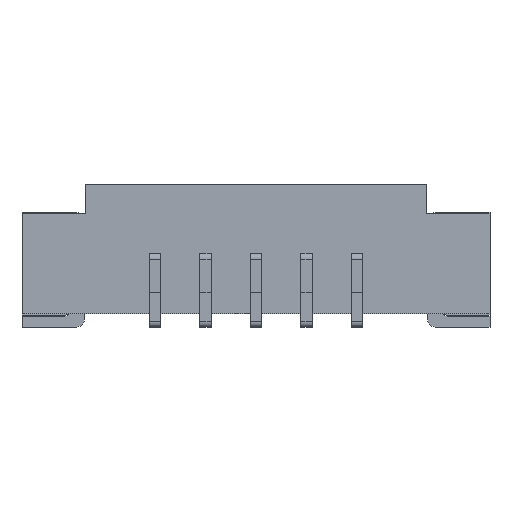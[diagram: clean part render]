
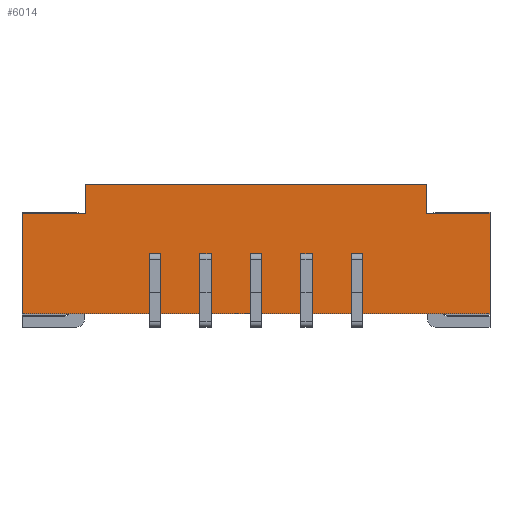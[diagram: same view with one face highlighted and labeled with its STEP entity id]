
A CAD part, front view. The second image highlights one B-rep face of the part: STEP entity #6014.
In plain terms, the highlighted planar face has unit normal (0, -1, 0).
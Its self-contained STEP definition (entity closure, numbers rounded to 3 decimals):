
#612=ORIENTED_EDGE('',*,*,#2333,.F.);
#613=ORIENTED_EDGE('',*,*,#2334,.T.);
#614=ORIENTED_EDGE('',*,*,#2335,.F.);
#615=ORIENTED_EDGE('',*,*,#2336,.T.);
#616=ORIENTED_EDGE('',*,*,#2337,.F.);
#617=ORIENTED_EDGE('',*,*,#2338,.T.);
#618=ORIENTED_EDGE('',*,*,#2339,.F.);
#619=ORIENTED_EDGE('',*,*,#2340,.T.);
#620=ORIENTED_EDGE('',*,*,#2341,.F.);
#621=ORIENTED_EDGE('',*,*,#2342,.T.);
#622=ORIENTED_EDGE('',*,*,#2343,.F.);
#623=ORIENTED_EDGE('',*,*,#2344,.T.);
#624=ORIENTED_EDGE('',*,*,#2345,.F.);
#625=ORIENTED_EDGE('',*,*,#2346,.T.);
#626=ORIENTED_EDGE('',*,*,#2347,.F.);
#627=ORIENTED_EDGE('',*,*,#2348,.T.);
#628=ORIENTED_EDGE('',*,*,#2349,.F.);
#629=ORIENTED_EDGE('',*,*,#2350,.T.);
#630=ORIENTED_EDGE('',*,*,#2351,.F.);
#631=ORIENTED_EDGE('',*,*,#2352,.T.);
#632=ORIENTED_EDGE('',*,*,#2315,.F.);
#633=ORIENTED_EDGE('',*,*,#2353,.T.);
#634=ORIENTED_EDGE('',*,*,#2354,.T.);
#635=ORIENTED_EDGE('',*,*,#2355,.F.);
#636=ORIENTED_EDGE('',*,*,#2356,.T.);
#637=ORIENTED_EDGE('',*,*,#2357,.T.);
#638=ORIENTED_EDGE('',*,*,#2305,.F.);
#639=ORIENTED_EDGE('',*,*,#2321,.F.);
#2305=EDGE_CURVE('',#3179,#3180,#3786,.T.);
#2315=EDGE_CURVE('',#3189,#3190,#3796,.T.);
#2321=EDGE_CURVE('',#3190,#3179,#3802,.T.);
#2333=EDGE_CURVE('',#3204,#3205,#3814,.T.);
#2334=EDGE_CURVE('',#3204,#3206,#3815,.T.);
#2335=EDGE_CURVE('',#3207,#3206,#3816,.T.);
#2336=EDGE_CURVE('',#3207,#3205,#3817,.T.);
#2337=EDGE_CURVE('',#3208,#3209,#3818,.T.);
#2338=EDGE_CURVE('',#3208,#3210,#3819,.T.);
#2339=EDGE_CURVE('',#3211,#3210,#3820,.T.);
#2340=EDGE_CURVE('',#3211,#3209,#3821,.T.);
#2341=EDGE_CURVE('',#3212,#3213,#3822,.T.);
#2342=EDGE_CURVE('',#3212,#3214,#3823,.T.);
#2343=EDGE_CURVE('',#3215,#3214,#3824,.T.);
#2344=EDGE_CURVE('',#3215,#3213,#3825,.T.);
#2345=EDGE_CURVE('',#3216,#3217,#3826,.T.);
#2346=EDGE_CURVE('',#3216,#3218,#3827,.T.);
#2347=EDGE_CURVE('',#3219,#3218,#3828,.T.);
#2348=EDGE_CURVE('',#3219,#3217,#3829,.T.);
#2349=EDGE_CURVE('',#3220,#3221,#3830,.T.);
#2350=EDGE_CURVE('',#3220,#3222,#3831,.T.);
#2351=EDGE_CURVE('',#3223,#3222,#3832,.T.);
#2352=EDGE_CURVE('',#3223,#3221,#3833,.T.);
#2353=EDGE_CURVE('',#3189,#3224,#3834,.T.);
#2354=EDGE_CURVE('',#3224,#3225,#3835,.T.);
#2355=EDGE_CURVE('',#3226,#3225,#3836,.T.);
#2356=EDGE_CURVE('',#3226,#3227,#3837,.T.);
#2357=EDGE_CURVE('',#3227,#3180,#3838,.T.);
#3179=VERTEX_POINT('',#10630);
#3180=VERTEX_POINT('',#10632);
#3189=VERTEX_POINT('',#10651);
#3190=VERTEX_POINT('',#10653);
#3204=VERTEX_POINT('',#10689);
#3205=VERTEX_POINT('',#10690);
#3206=VERTEX_POINT('',#10692);
#3207=VERTEX_POINT('',#10694);
#3208=VERTEX_POINT('',#10697);
#3209=VERTEX_POINT('',#10698);
#3210=VERTEX_POINT('',#10700);
#3211=VERTEX_POINT('',#10702);
#3212=VERTEX_POINT('',#10705);
#3213=VERTEX_POINT('',#10706);
#3214=VERTEX_POINT('',#10708);
#3215=VERTEX_POINT('',#10710);
#3216=VERTEX_POINT('',#10713);
#3217=VERTEX_POINT('',#10714);
#3218=VERTEX_POINT('',#10716);
#3219=VERTEX_POINT('',#10718);
#3220=VERTEX_POINT('',#10721);
#3221=VERTEX_POINT('',#10722);
#3222=VERTEX_POINT('',#10724);
#3223=VERTEX_POINT('',#10726);
#3224=VERTEX_POINT('',#10729);
#3225=VERTEX_POINT('',#10731);
#3226=VERTEX_POINT('',#10733);
#3227=VERTEX_POINT('',#10735);
#3786=LINE('',#10631,#4375);
#3796=LINE('',#10652,#4385);
#3802=LINE('',#10663,#4391);
#3814=LINE('',#10688,#4403);
#3815=LINE('',#10691,#4404);
#3816=LINE('',#10693,#4405);
#3817=LINE('',#10695,#4406);
#3818=LINE('',#10696,#4407);
#3819=LINE('',#10699,#4408);
#3820=LINE('',#10701,#4409);
#3821=LINE('',#10703,#4410);
#3822=LINE('',#10704,#4411);
#3823=LINE('',#10707,#4412);
#3824=LINE('',#10709,#4413);
#3825=LINE('',#10711,#4414);
#3826=LINE('',#10712,#4415);
#3827=LINE('',#10715,#4416);
#3828=LINE('',#10717,#4417);
#3829=LINE('',#10719,#4418);
#3830=LINE('',#10720,#4419);
#3831=LINE('',#10723,#4420);
#3832=LINE('',#10725,#4421);
#3833=LINE('',#10727,#4422);
#3834=LINE('',#10728,#4423);
#3835=LINE('',#10730,#4424);
#3836=LINE('',#10732,#4425);
#3837=LINE('',#10734,#4426);
#3838=LINE('',#10736,#4427);
#4375=VECTOR('',#9286,1000.);
#4385=VECTOR('',#9298,1000.);
#4391=VECTOR('',#9306,1000.);
#4403=VECTOR('',#9324,1000.);
#4404=VECTOR('',#9325,1000.);
#4405=VECTOR('',#9326,1000.);
#4406=VECTOR('',#9327,1000.);
#4407=VECTOR('',#9328,1000.);
#4408=VECTOR('',#9329,1000.);
#4409=VECTOR('',#9330,1000.);
#4410=VECTOR('',#9331,1000.);
#4411=VECTOR('',#9332,1000.);
#4412=VECTOR('',#9333,1000.);
#4413=VECTOR('',#9334,1000.);
#4414=VECTOR('',#9335,1000.);
#4415=VECTOR('',#9336,1000.);
#4416=VECTOR('',#9337,1000.);
#4417=VECTOR('',#9338,1000.);
#4418=VECTOR('',#9339,1000.);
#4419=VECTOR('',#9340,1000.);
#4420=VECTOR('',#9341,1000.);
#4421=VECTOR('',#9342,1000.);
#4422=VECTOR('',#9343,1000.);
#4423=VECTOR('',#9344,1000.);
#4424=VECTOR('',#9345,1000.);
#4425=VECTOR('',#9346,1000.);
#4426=VECTOR('',#9347,1000.);
#4427=VECTOR('',#9348,1000.);
#4929=EDGE_LOOP('',(#612,#613,#614,#615));
#4930=EDGE_LOOP('',(#616,#617,#618,#619));
#4931=EDGE_LOOP('',(#620,#621,#622,#623));
#4932=EDGE_LOOP('',(#624,#625,#626,#627));
#4933=EDGE_LOOP('',(#628,#629,#630,#631));
#4934=EDGE_LOOP('',(#632,#633,#634,#635,#636,#637,#638,#639));
#5320=FACE_BOUND('',#4929,.T.);
#5321=FACE_BOUND('',#4930,.T.);
#5322=FACE_BOUND('',#4931,.T.);
#5323=FACE_BOUND('',#4932,.T.);
#5324=FACE_BOUND('',#4933,.T.);
#5325=FACE_BOUND('',#4934,.T.);
#5703=PLANE('',#8798);
#6014=ADVANCED_FACE('',(#5320,#5321,#5322,#5323,#5324,#5325),#5703,.F.);
#8798=AXIS2_PLACEMENT_3D('',#10687,#9322,#9323);
#9286=DIRECTION('',(0.,0.,-1.));
#9298=DIRECTION('',(0.,0.,1.));
#9306=DIRECTION('',(1.,0.,0.));
#9322=DIRECTION('',(0.,1.,0.));
#9323=DIRECTION('',(0.,0.,1.));
#9324=DIRECTION('',(0.,0.,1.));
#9325=DIRECTION('',(-1.,0.,0.));
#9326=DIRECTION('',(0.,0.,-1.));
#9327=DIRECTION('',(1.,0.,0.));
#9328=DIRECTION('',(0.,0.,1.));
#9329=DIRECTION('',(-1.,0.,0.));
#9330=DIRECTION('',(0.,0.,-1.));
#9331=DIRECTION('',(1.,0.,0.));
#9332=DIRECTION('',(0.,0.,1.));
#9333=DIRECTION('',(-1.,0.,0.));
#9334=DIRECTION('',(0.,0.,-1.));
#9335=DIRECTION('',(1.,0.,0.));
#9336=DIRECTION('',(0.,0.,1.));
#9337=DIRECTION('',(-1.,0.,0.));
#9338=DIRECTION('',(0.,0.,-1.));
#9339=DIRECTION('',(1.,0.,0.));
#9340=DIRECTION('',(0.,0.,-1.));
#9341=DIRECTION('',(1.,0.,0.));
#9342=DIRECTION('',(0.,0.,1.));
#9343=DIRECTION('',(-1.,0.,0.));
#9344=DIRECTION('',(-1.,0.,0.));
#9345=DIRECTION('',(0.,0.,-1.));
#9346=DIRECTION('',(-1.,0.,0.));
#9347=DIRECTION('',(0.,0.,1.));
#9348=DIRECTION('',(-1.,0.,0.));
#10630=CARTESIAN_POINT('',(4.214,0.457,3.534));
#10631=CARTESIAN_POINT('',(4.214,0.457,3.534));
#10632=CARTESIAN_POINT('',(4.214,0.457,2.823));
#10651=CARTESIAN_POINT('',(-4.214,0.457,2.823));
#10652=CARTESIAN_POINT('',(-4.214,0.457,0.334));
#10653=CARTESIAN_POINT('',(-4.214,0.457,3.534));
#10663=CARTESIAN_POINT('',(-4.214,0.457,3.534));
#10687=CARTESIAN_POINT('',(0.,0.457,0.));
#10688=CARTESIAN_POINT('',(2.64,0.457,1.829));
#10689=CARTESIAN_POINT('',(2.64,0.457,1.245));
#10690=CARTESIAN_POINT('',(2.64,0.457,1.524));
#10691=CARTESIAN_POINT('',(2.64,0.457,1.245));
#10692=CARTESIAN_POINT('',(2.36,0.457,1.245));
#10693=CARTESIAN_POINT('',(2.36,0.457,1.829));
#10694=CARTESIAN_POINT('',(2.36,0.457,1.524));
#10695=CARTESIAN_POINT('',(2.36,0.457,1.524));
#10696=CARTESIAN_POINT('',(1.39,0.457,1.829));
#10697=CARTESIAN_POINT('',(1.39,0.457,1.245));
#10698=CARTESIAN_POINT('',(1.39,0.457,1.524));
#10699=CARTESIAN_POINT('',(1.39,0.457,1.245));
#10700=CARTESIAN_POINT('',(1.11,0.457,1.245));
#10701=CARTESIAN_POINT('',(1.11,0.457,1.829));
#10702=CARTESIAN_POINT('',(1.11,0.457,1.524));
#10703=CARTESIAN_POINT('',(1.11,0.457,1.524));
#10704=CARTESIAN_POINT('',(0.14,0.457,1.829));
#10705=CARTESIAN_POINT('',(0.14,0.457,1.245));
#10706=CARTESIAN_POINT('',(0.14,0.457,1.524));
#10707=CARTESIAN_POINT('',(0.14,0.457,1.245));
#10708=CARTESIAN_POINT('',(-0.14,0.457,1.245));
#10709=CARTESIAN_POINT('',(-0.14,0.457,1.829));
#10710=CARTESIAN_POINT('',(-0.14,0.457,1.524));
#10711=CARTESIAN_POINT('',(-0.14,0.457,1.524));
#10712=CARTESIAN_POINT('',(-1.11,0.457,1.829));
#10713=CARTESIAN_POINT('',(-1.11,0.457,1.245));
#10714=CARTESIAN_POINT('',(-1.11,0.457,1.524));
#10715=CARTESIAN_POINT('',(-1.11,0.457,1.245));
#10716=CARTESIAN_POINT('',(-1.39,0.457,1.245));
#10717=CARTESIAN_POINT('',(-1.39,0.457,1.829));
#10718=CARTESIAN_POINT('',(-1.39,0.457,1.524));
#10719=CARTESIAN_POINT('',(-1.39,0.457,1.524));
#10720=CARTESIAN_POINT('',(-2.64,0.457,1.829));
#10721=CARTESIAN_POINT('',(-2.64,0.457,1.524));
#10722=CARTESIAN_POINT('',(-2.64,0.457,1.245));
#10723=CARTESIAN_POINT('',(-2.64,0.457,1.524));
#10724=CARTESIAN_POINT('',(-2.36,0.457,1.524));
#10725=CARTESIAN_POINT('',(-2.36,0.457,1.829));
#10726=CARTESIAN_POINT('',(-2.36,0.457,1.245));
#10727=CARTESIAN_POINT('',(-2.36,0.457,1.245));
#10728=CARTESIAN_POINT('',(-4.214,0.457,2.823));
#10729=CARTESIAN_POINT('',(-5.789,0.457,2.823));
#10730=CARTESIAN_POINT('',(-5.789,0.457,2.823));
#10731=CARTESIAN_POINT('',(-5.789,0.457,0.334));
#10732=CARTESIAN_POINT('',(4.214,0.457,0.334));
#10733=CARTESIAN_POINT('',(5.789,0.457,0.334));
#10734=CARTESIAN_POINT('',(5.789,0.457,0.334));
#10735=CARTESIAN_POINT('',(5.789,0.457,2.823));
#10736=CARTESIAN_POINT('',(5.789,0.457,2.823));
